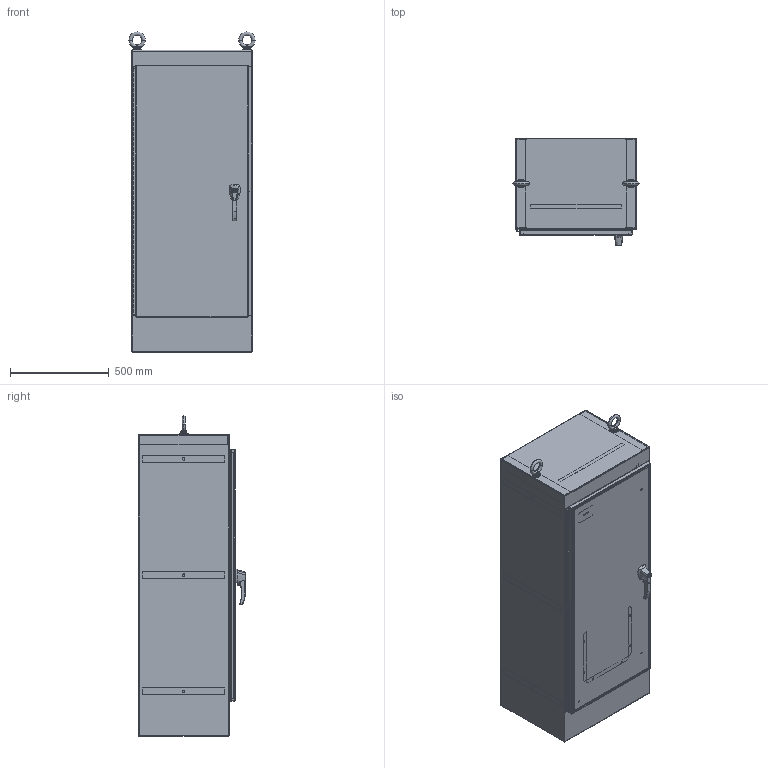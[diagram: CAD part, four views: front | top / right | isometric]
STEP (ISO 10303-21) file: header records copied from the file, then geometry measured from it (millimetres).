
FILE_DESCRIPTION (( 'STEP AP203' ), '1' );
FILE_NAME ('1418TW18_Default.step', '2019-11-02T22:20:52', ( '' ), ( '' ), 'SwSTEP 2.0', 'SolidWorks 2019', '' );
FILE_SCHEMA (( 'CONFIG_CONTROL_DESIGN' ));
Products named in the file (1): 1418TW18_Default
Bounding box: 638.01 x 542.61 x 1618.31 mm (x, y, z)
Volume: 11757199.2 mm3; surface area: 9661709.2 mm2
Topology: 54 solids, 55 shells, 2418 faces, 6544 edges, 4256 vertices
Faces by surface type: cylinder 1062, plane 1057, bspline 205, cone 78, torus 16
Entity records: 89957 total; most frequent: CARTESIAN_POINT 28998, ORIENTED_EDGE 13056, DIRECTION 12406, EDGE_CURVE 6528, AXIS2_PLACEMENT_3D 4374, VERTEX_POINT 4256, LINE 3658, VECTOR 3658
